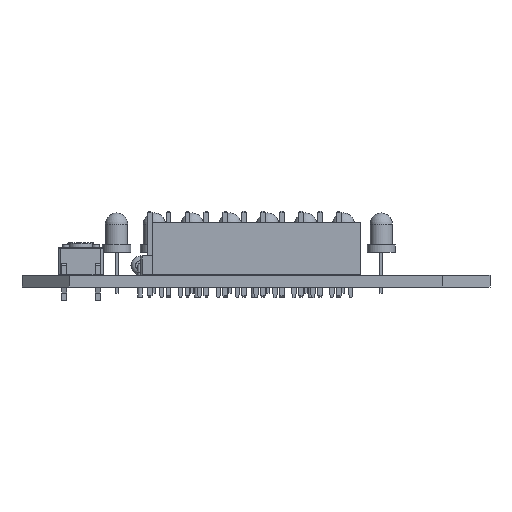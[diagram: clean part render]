
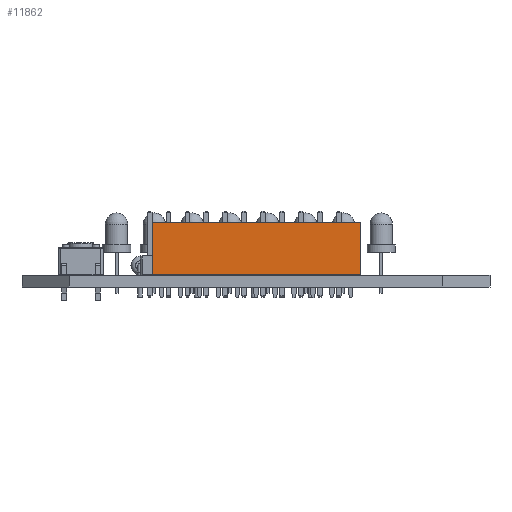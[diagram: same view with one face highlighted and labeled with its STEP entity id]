
A CAD part, left-side view. The second image highlights one B-rep face of the part: STEP entity #11862.
In plain terms, the highlighted planar face has unit normal (-1, 0, 0).
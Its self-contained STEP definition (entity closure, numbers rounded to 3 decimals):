
#7736 = PLANE('',#7737);
#7737 = AXIS2_PLACEMENT_3D('',#7738,#7739,#7740);
#7738 = CARTESIAN_POINT('',(-1.27,-26.67,0.));
#7739 = DIRECTION('',(0.,1.,0.));
#7740 = DIRECTION('',(1.,0.,0.));
#7764 = PLANE('',#7765);
#7765 = AXIS2_PLACEMENT_3D('',#7766,#7767,#7768);
#7766 = CARTESIAN_POINT('',(1.27,-26.67,7.));
#7767 = DIRECTION('',(-0.,0.,-1.));
#7768 = DIRECTION('',(0.,-1.,-0.));
#7792 = PLANE('',#7793);
#7793 = AXIS2_PLACEMENT_3D('',#7794,#7795,#7796);
#7794 = CARTESIAN_POINT('',(1.27,1.27,0.));
#7795 = DIRECTION('',(0.,-1.,0.));
#7796 = DIRECTION('',(-1.,0.,0.));
#7834 = VERTEX_POINT('',#7835);
#7835 = CARTESIAN_POINT('',(-1.27,-26.67,0.));
#7851 = PLANE('',#7852);
#7852 = AXIS2_PLACEMENT_3D('',#7853,#7854,#7855);
#7853 = CARTESIAN_POINT('',(1.27,-26.67,0.));
#7854 = DIRECTION('',(-0.,0.,-1.));
#7855 = DIRECTION('',(0.,-1.,-0.));
#7863 = EDGE_CURVE('',#7834,#7864,#7866,.T.);
#7864 = VERTEX_POINT('',#7865);
#7865 = CARTESIAN_POINT('',(-1.27,-26.67,7.));
#7866 = SURFACE_CURVE('',#7867,(#7871,#7878),.PCURVE_S1.);
#7867 = LINE('',#7868,#7869);
#7868 = CARTESIAN_POINT('',(-1.27,-26.67,0.));
#7869 = VECTOR('',#7870,1.);
#7870 = DIRECTION('',(0.,0.,1.));
#7871 = PCURVE('',#7736,#7872);
#7872 = DEFINITIONAL_REPRESENTATION('',(#7873),#7877);
#7873 = LINE('',#7874,#7875);
#7874 = CARTESIAN_POINT('',(0.,0.));
#7875 = VECTOR('',#7876,1.);
#7876 = DIRECTION('',(0.,-1.));
#7877 = ( GEOMETRIC_REPRESENTATION_CONTEXT(2) 
PARAMETRIC_REPRESENTATION_CONTEXT() REPRESENTATION_CONTEXT('2D SPACE',''
  ) );
#7878 = PCURVE('',#7879,#7884);
#7879 = PLANE('',#7880);
#7880 = AXIS2_PLACEMENT_3D('',#7881,#7882,#7883);
#7881 = CARTESIAN_POINT('',(-1.27,1.27,0.));
#7882 = DIRECTION('',(1.,0.,0.));
#7883 = DIRECTION('',(0.,-1.,0.));
#7884 = DEFINITIONAL_REPRESENTATION('',(#7885),#7889);
#7885 = LINE('',#7886,#7887);
#7886 = CARTESIAN_POINT('',(27.94,0.));
#7887 = VECTOR('',#7888,1.);
#7888 = DIRECTION('',(0.,-1.));
#7889 = ( GEOMETRIC_REPRESENTATION_CONTEXT(2) 
PARAMETRIC_REPRESENTATION_CONTEXT() REPRESENTATION_CONTEXT('2D SPACE',''
  ) );
#8046 = VERTEX_POINT('',#8047);
#8047 = CARTESIAN_POINT('',(-1.27,1.27,7.));
#8068 = EDGE_CURVE('',#8069,#8046,#8071,.T.);
#8069 = VERTEX_POINT('',#8070);
#8070 = CARTESIAN_POINT('',(-1.27,1.27,0.));
#8071 = SURFACE_CURVE('',#8072,(#8076,#8083),.PCURVE_S1.);
#8072 = LINE('',#8073,#8074);
#8073 = CARTESIAN_POINT('',(-1.27,1.27,0.));
#8074 = VECTOR('',#8075,1.);
#8075 = DIRECTION('',(0.,0.,1.));
#8076 = PCURVE('',#7792,#8077);
#8077 = DEFINITIONAL_REPRESENTATION('',(#8078),#8082);
#8078 = LINE('',#8079,#8080);
#8079 = CARTESIAN_POINT('',(2.54,0.));
#8080 = VECTOR('',#8081,1.);
#8081 = DIRECTION('',(0.,-1.));
#8082 = ( GEOMETRIC_REPRESENTATION_CONTEXT(2) 
PARAMETRIC_REPRESENTATION_CONTEXT() REPRESENTATION_CONTEXT('2D SPACE',''
  ) );
#8083 = PCURVE('',#7879,#8084);
#8084 = DEFINITIONAL_REPRESENTATION('',(#8085),#8089);
#8085 = LINE('',#8086,#8087);
#8086 = CARTESIAN_POINT('',(0.,0.));
#8087 = VECTOR('',#8088,1.);
#8088 = DIRECTION('',(0.,-1.));
#8089 = ( GEOMETRIC_REPRESENTATION_CONTEXT(2) 
PARAMETRIC_REPRESENTATION_CONTEXT() REPRESENTATION_CONTEXT('2D SPACE',''
  ) );
#8213 = EDGE_CURVE('',#8046,#7864,#8214,.T.);
#8214 = SURFACE_CURVE('',#8215,(#8219,#8226),.PCURVE_S1.);
#8215 = LINE('',#8216,#8217);
#8216 = CARTESIAN_POINT('',(-1.27,1.27,7.));
#8217 = VECTOR('',#8218,1.);
#8218 = DIRECTION('',(0.,-1.,0.));
#8219 = PCURVE('',#7764,#8220);
#8220 = DEFINITIONAL_REPRESENTATION('',(#8221),#8225);
#8221 = LINE('',#8222,#8223);
#8222 = CARTESIAN_POINT('',(-27.94,2.54));
#8223 = VECTOR('',#8224,1.);
#8224 = DIRECTION('',(1.,0.));
#8225 = ( GEOMETRIC_REPRESENTATION_CONTEXT(2) 
PARAMETRIC_REPRESENTATION_CONTEXT() REPRESENTATION_CONTEXT('2D SPACE',''
  ) );
#8226 = PCURVE('',#7879,#8227);
#8227 = DEFINITIONAL_REPRESENTATION('',(#8228),#8232);
#8228 = LINE('',#8229,#8230);
#8229 = CARTESIAN_POINT('',(0.,-7.));
#8230 = VECTOR('',#8231,1.);
#8231 = DIRECTION('',(1.,0.));
#8232 = ( GEOMETRIC_REPRESENTATION_CONTEXT(2) 
PARAMETRIC_REPRESENTATION_CONTEXT() REPRESENTATION_CONTEXT('2D SPACE',''
  ) );
#9514 = EDGE_CURVE('',#8069,#7834,#9515,.T.);
#9515 = SURFACE_CURVE('',#9516,(#9520,#9527),.PCURVE_S1.);
#9516 = LINE('',#9517,#9518);
#9517 = CARTESIAN_POINT('',(-1.27,1.27,0.));
#9518 = VECTOR('',#9519,1.);
#9519 = DIRECTION('',(0.,-1.,0.));
#9520 = PCURVE('',#7851,#9521);
#9521 = DEFINITIONAL_REPRESENTATION('',(#9522),#9526);
#9522 = LINE('',#9523,#9524);
#9523 = CARTESIAN_POINT('',(-27.94,2.54));
#9524 = VECTOR('',#9525,1.);
#9525 = DIRECTION('',(1.,0.));
#9526 = ( GEOMETRIC_REPRESENTATION_CONTEXT(2) 
PARAMETRIC_REPRESENTATION_CONTEXT() REPRESENTATION_CONTEXT('2D SPACE',''
  ) );
#9527 = PCURVE('',#7879,#9528);
#9528 = DEFINITIONAL_REPRESENTATION('',(#9529),#9533);
#9529 = LINE('',#9530,#9531);
#9530 = CARTESIAN_POINT('',(0.,0.));
#9531 = VECTOR('',#9532,1.);
#9532 = DIRECTION('',(1.,0.));
#9533 = ( GEOMETRIC_REPRESENTATION_CONTEXT(2) 
PARAMETRIC_REPRESENTATION_CONTEXT() REPRESENTATION_CONTEXT('2D SPACE',''
  ) );
#11862 = ADVANCED_FACE('',(#11863),#7879,.F.);
#11863 = FACE_BOUND('',#11864,.F.);
#11864 = EDGE_LOOP('',(#11865,#11866,#11867,#11868));
#11865 = ORIENTED_EDGE('',*,*,#8068,.T.);
#11866 = ORIENTED_EDGE('',*,*,#8213,.T.);
#11867 = ORIENTED_EDGE('',*,*,#7863,.F.);
#11868 = ORIENTED_EDGE('',*,*,#9514,.F.);
